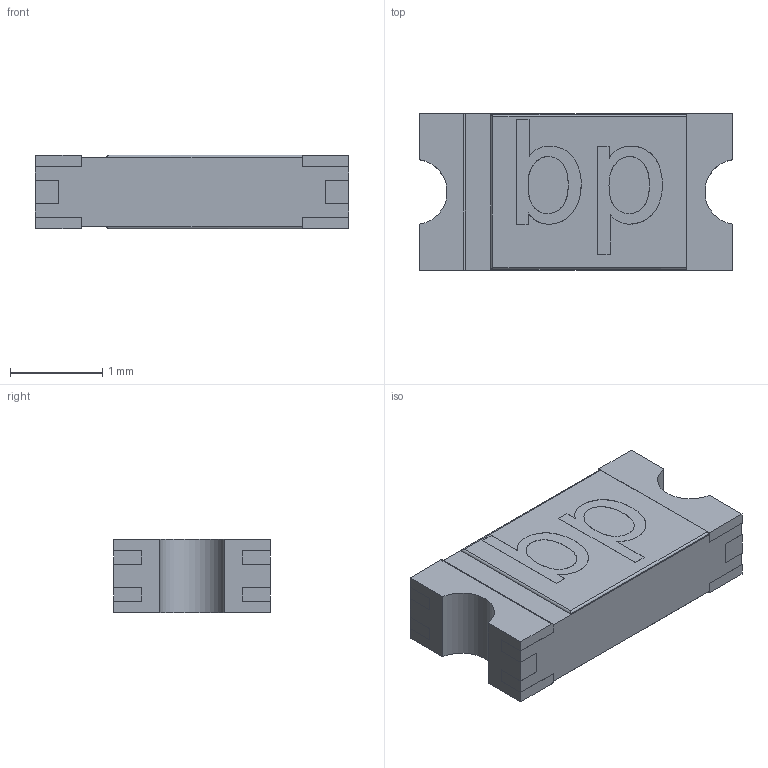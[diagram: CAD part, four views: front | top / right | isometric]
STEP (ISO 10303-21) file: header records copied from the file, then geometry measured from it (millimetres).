
FILE_DESCRIPTION(/* description */ (''),/* implementation_level */ '2;1');
FILE_NAME(/* name */ '0ZCJ0035FF2G.step',/* time_stamp */ '2021-09-06T10:46:57+02:00',/* author */ (''),/* organization */ (''),/* preprocessor_version */ 'ST-DEVELOPER v18.1',/* originating_system */ 'Autodesk Translation Framework v10.10.0.1391',/* authorisation */ '');
FILE_SCHEMA (('AUTOMOTIVE_DESIGN { 1 0 10303 214 3 1 1 }'));
Length unit declared in the file: millimetre
Products named in the file (1): (Unsaved)
Bounding box: 3.4 x 1.7 x 0.8 mm (x, y, z)
Volume: 4.3 mm3; surface area: 19.6 mm2
Topology: 1 solids, 1 shells, 178 faces, 498 edges, 330 vertices
Faces by surface type: plane 100, bspline 68, cylinder 10
Entity records: 6050 total; most frequent: CARTESIAN_POINT 1755, ORIENTED_EDGE 996, DIRECTION 600, EDGE_CURVE 498, LINE 346, VECTOR 346, VERTEX_POINT 330, EDGE_LOOP 186
